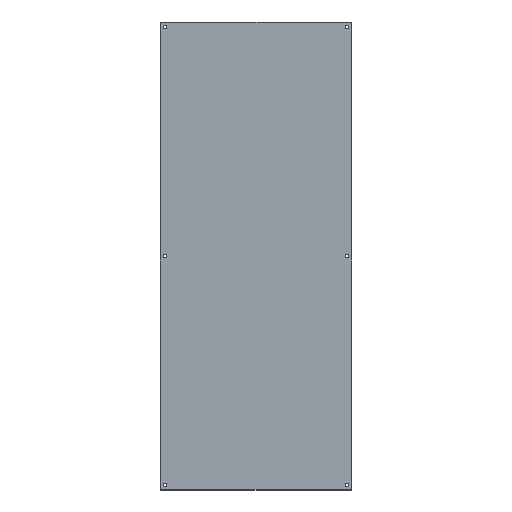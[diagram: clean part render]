
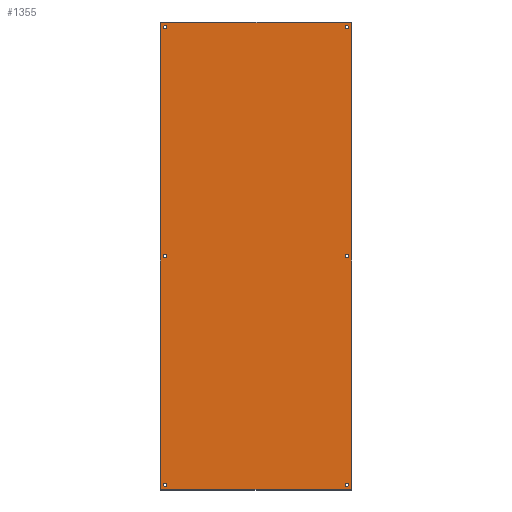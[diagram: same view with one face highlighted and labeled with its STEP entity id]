
A CAD part, top view. The second image highlights one B-rep face of the part: STEP entity #1355.
In plain terms, the highlighted planar face has unit normal (0, 0, 1).
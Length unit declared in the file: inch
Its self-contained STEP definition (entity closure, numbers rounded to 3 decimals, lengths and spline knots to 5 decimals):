
#79=CARTESIAN_POINT('',(31.4065,39.,0.09375));
#80=VERTEX_POINT('',#79);
#81=CARTESIAN_POINT('',(31.125,39.,0.09375));
#82=DIRECTION('',(0.0,0.0,-1.0));
#83=DIRECTION('',(1.0,0.0,0.0));
#84=AXIS2_PLACEMENT_3D('',#81,#82,#83);
#85=CIRCLE('',#84,0.2815);
#86=EDGE_CURVE('',#80,#80,#85,.T.);
#107=CARTESIAN_POINT('',(1.1565,39.0,0.09375));
#108=VERTEX_POINT('',#107);
#109=CARTESIAN_POINT('',(0.875,39.0,0.09375));
#110=DIRECTION('',(0.0,0.0,-1.0));
#111=DIRECTION('',(1.0,0.0,0.0));
#112=AXIS2_PLACEMENT_3D('',#109,#110,#111);
#113=CIRCLE('',#112,0.2815);
#114=EDGE_CURVE('',#108,#108,#113,.T.);
#135=CARTESIAN_POINT('',(31.4065,77.125,0.09375));
#136=VERTEX_POINT('',#135);
#137=CARTESIAN_POINT('',(31.125,77.125,0.09375));
#138=DIRECTION('',(0.0,0.0,-1.0));
#139=DIRECTION('',(1.0,0.0,0.0));
#140=AXIS2_PLACEMENT_3D('',#137,#138,#139);
#141=CIRCLE('',#140,0.2815);
#142=EDGE_CURVE('',#136,#136,#141,.T.);
#163=CARTESIAN_POINT('',(1.1565,77.125,0.09375));
#164=VERTEX_POINT('',#163);
#165=CARTESIAN_POINT('',(0.875,77.125,0.09375));
#166=DIRECTION('',(0.0,0.0,-1.0));
#167=DIRECTION('',(1.0,0.0,0.0));
#168=AXIS2_PLACEMENT_3D('',#165,#166,#167);
#169=CIRCLE('',#168,0.2815);
#170=EDGE_CURVE('',#164,#164,#169,.T.);
#191=CARTESIAN_POINT('',(1.1565,0.875,0.09375));
#192=VERTEX_POINT('',#191);
#193=CARTESIAN_POINT('',(0.875,0.875,0.09375));
#194=DIRECTION('',(0.0,0.0,-1.0));
#195=DIRECTION('',(1.0,0.0,0.0));
#196=AXIS2_PLACEMENT_3D('',#193,#194,#195);
#197=CIRCLE('',#196,0.2815);
#198=EDGE_CURVE('',#192,#192,#197,.T.);
#219=CARTESIAN_POINT('',(31.4065,0.875,0.09375));
#220=VERTEX_POINT('',#219);
#221=CARTESIAN_POINT('',(31.125,0.875,0.09375));
#222=DIRECTION('',(0.0,0.0,-1.0));
#223=DIRECTION('',(1.0,0.0,0.0));
#224=AXIS2_PLACEMENT_3D('',#221,#222,#223);
#225=CIRCLE('',#224,0.2815);
#226=EDGE_CURVE('',#220,#220,#225,.T.);
#257=CARTESIAN_POINT('',(31.875,77.875,0.09375));
#258=VERTEX_POINT('',#257);
#269=CARTESIAN_POINT('',(31.875,0.125,0.09375));
#270=VERTEX_POINT('',#269);
#271=CARTESIAN_POINT('',(31.875,0.125,0.09375));
#272=DIRECTION('',(0.0,1.0,0.0));
#273=VECTOR('',#272,77.75);
#274=LINE('',#271,#273);
#275=EDGE_CURVE('',#270,#258,#274,.T.);
#537=CARTESIAN_POINT('',(0.125,77.875,0.09375));
#538=VERTEX_POINT('',#537);
#549=CARTESIAN_POINT('',(31.875,77.875,0.09375));
#550=DIRECTION('',(-1.0,0.0,0.0));
#551=VECTOR('',#550,31.75);
#552=LINE('',#549,#551);
#553=EDGE_CURVE('',#258,#538,#552,.T.);
#808=CARTESIAN_POINT('',(0.125,0.125,0.09375));
#809=VERTEX_POINT('',#808);
#820=CARTESIAN_POINT('',(0.125,77.875,0.09375));
#821=DIRECTION('',(0.0,-1.0,0.0));
#822=VECTOR('',#821,77.75);
#823=LINE('',#820,#822);
#824=EDGE_CURVE('',#538,#809,#823,.T.);
#1089=CARTESIAN_POINT('',(0.125,0.125,0.09375));
#1090=DIRECTION('',(1.0,0.0,0.0));
#1091=VECTOR('',#1090,31.75);
#1092=LINE('',#1089,#1091);
#1093=EDGE_CURVE('',#809,#270,#1092,.T.);
#1326=CARTESIAN_POINT('',(16.,39.,0.09375));
#1327=DIRECTION('',(0.0,0.0,1.0));
#1328=DIRECTION('',(1.0,0.0,0.0));
#1329=AXIS2_PLACEMENT_3D('',#1326,#1327,#1328);
#1330=PLANE('',#1329);
#1331=ORIENTED_EDGE('',*,*,#275,.T.);
#1332=ORIENTED_EDGE('',*,*,#553,.T.);
#1333=ORIENTED_EDGE('',*,*,#824,.T.);
#1334=ORIENTED_EDGE('',*,*,#1093,.T.);
#1335=EDGE_LOOP('',(#1331,#1332,#1333,#1334));
#1336=FACE_OUTER_BOUND('',#1335,.T.);
#1337=ORIENTED_EDGE('',*,*,#86,.T.);
#1338=EDGE_LOOP('',(#1337));
#1339=FACE_BOUND('',#1338,.T.);
#1340=ORIENTED_EDGE('',*,*,#114,.T.);
#1341=EDGE_LOOP('',(#1340));
#1342=FACE_BOUND('',#1341,.T.);
#1343=ORIENTED_EDGE('',*,*,#142,.T.);
#1344=EDGE_LOOP('',(#1343));
#1345=FACE_BOUND('',#1344,.T.);
#1346=ORIENTED_EDGE('',*,*,#170,.T.);
#1347=EDGE_LOOP('',(#1346));
#1348=FACE_BOUND('',#1347,.T.);
#1349=ORIENTED_EDGE('',*,*,#198,.T.);
#1350=EDGE_LOOP('',(#1349));
#1351=FACE_BOUND('',#1350,.T.);
#1352=ORIENTED_EDGE('',*,*,#226,.T.);
#1353=EDGE_LOOP('',(#1352));
#1354=FACE_BOUND('',#1353,.T.);
#1355=ADVANCED_FACE('',(#1336,#1339,#1342,#1345,#1348,#1351,#1354),#1330,.T.);
